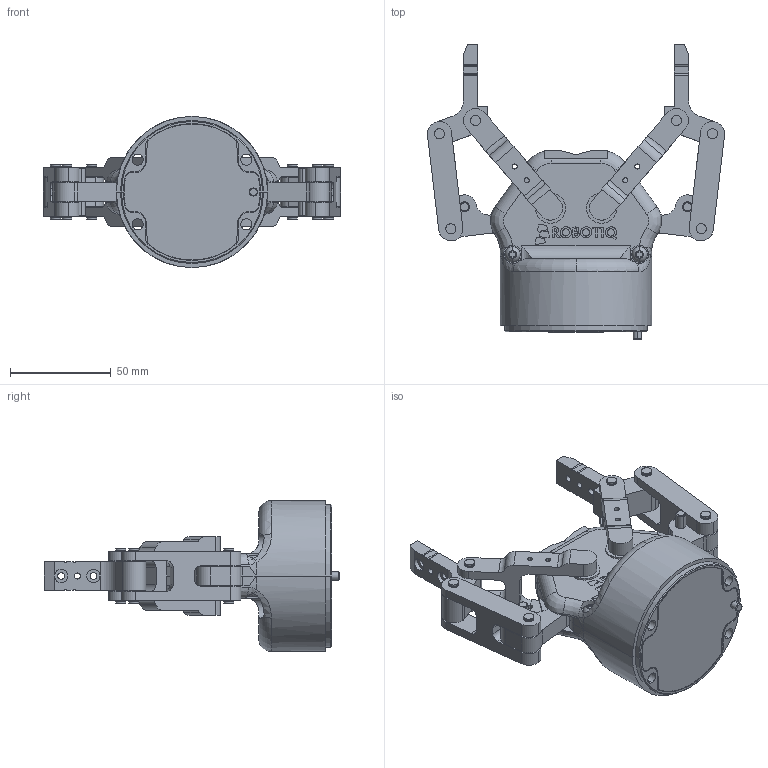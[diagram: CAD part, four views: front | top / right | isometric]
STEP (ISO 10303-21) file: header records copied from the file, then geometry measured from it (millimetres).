
FILE_DESCRIPTION (( 'STEP AP214' ), '1' );
FILE_NAME ('2-Finger_85_Adaptive_Gripper-opened.STEP', '2014-11-10T16:14:34', ( '' ), ( '' ), 'SwSTEP 2.0', 'SolidWorks 2013', '' );
FILE_SCHEMA (( 'AUTOMOTIVE_DESIGN' ));
Length unit declared in the file: millimetre
Products named in the file (8): Group7^2-Finger_85_Adaptive_Gripper; Group6^2-Finger_85_Adaptive_Gripper; Group5^2-Finger_85_Adaptive_Gripper; Group4^2-Finger_85_Adaptive_Gripper; Group3^2-Finger_85_Adaptive_Gripper; Group2^2-Finger_85_Adaptive_Gripper; Group1^2-Finger_85_Adaptive_Gripper; 2-Finger_85_Adaptive_Gripper-opened
Assembly tree (11 placements, depth 2):
  2-Finger_85_Adaptive_Gripper-opened
    Group1^2-Finger_85_Adaptive_Gripper
    Group2^2-Finger_85_Adaptive_Gripper  x2
    Group3^2-Finger_85_Adaptive_Gripper  x2
    Group4^2-Finger_85_Adaptive_Gripper  x2
    Group5^2-Finger_85_Adaptive_Gripper  x2
    Group6^2-Finger_85_Adaptive_Gripper
    Group7^2-Finger_85_Adaptive_Gripper
Bounding box: 147.51 x 146.85 x 75 mm (x, y, z)
Volume: 296346.8 mm3; surface area: 68174.8 mm2
Topology: 14 solids, 18 shells, 1371 faces, 3557 edges, 2320 vertices
Faces by surface type: plane 639, cylinder 412, bspline 236, cone 48, torus 28, sphere 8
Entity records: 44785 total; most frequent: CARTESIAN_POINT 10648, ORIENTED_EDGE 6076, DIRECTION 5160, EDGE_CURVE 3038, VERTEX_POINT 1980, LINE 1728, VECTOR 1728, AXIS2_PLACEMENT_3D 1716
